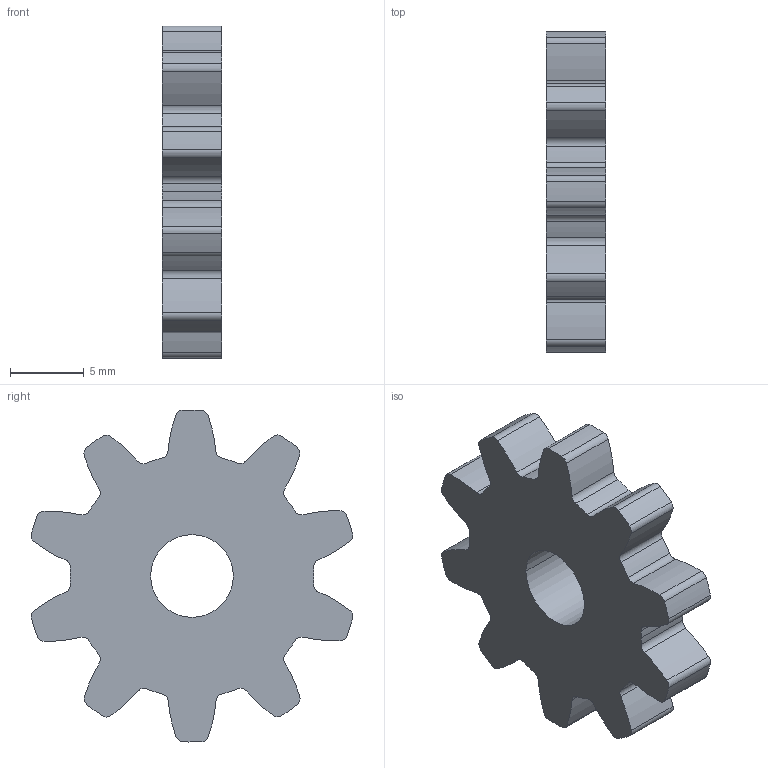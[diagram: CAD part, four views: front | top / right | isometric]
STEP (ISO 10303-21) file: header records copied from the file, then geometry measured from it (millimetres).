
FILE_DESCRIPTION(('CATIA V5 STEP Exchange'),'2;1');
FILE_NAME('Brushless Motor Pinion.stp','2024-11-23T09:34:30+00:00',('none'),('none'),'CATIA Version 5 Release 20 GA (IN-10)','CATIA V5 STEP AP203','none');
FILE_SCHEMA(('CONFIG_CONTROL_DESIGN'));
Length unit declared in the file: millimetre
Products named in the file (1): Ornithopter
Bounding box: 4 x 21.8 x 22.5 mm (x, y, z)
Volume: 1095.4 mm3; surface area: 1013.9 mm2
Topology: 1 solids, 1 shells, 86 faces, 252 edges, 168 vertices
Faces by surface type: cylinder 84, plane 2
Entity records: 2782 total; most frequent: ORIENTED_EDGE 504, CARTESIAN_POINT 495, DIRECTION 400, EDGE_CURVE 252, AXIS2_PLACEMENT_3D 243, CIRCLE 168, VERTEX_POINT 168, EDGE_LOOP 88
